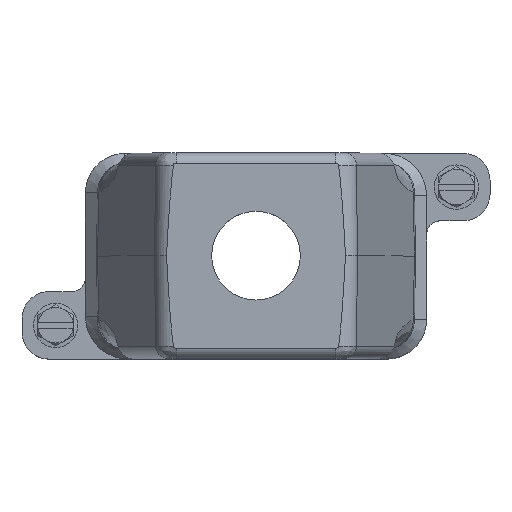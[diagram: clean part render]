
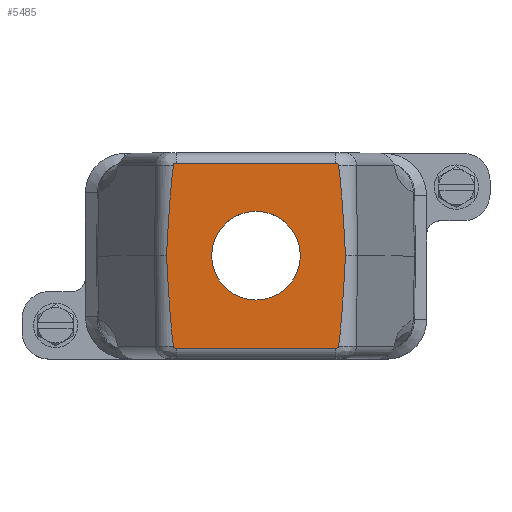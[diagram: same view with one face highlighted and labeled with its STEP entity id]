
A CAD part, top view. The second image highlights one B-rep face of the part: STEP entity #5485.
In plain terms, the highlighted planar face has unit normal (0, 0, 1).
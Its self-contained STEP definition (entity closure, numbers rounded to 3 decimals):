
#179=ELLIPSE('',#11111,343.823,6.);
#182=ELLIPSE('',#11115,343.823,6.);
#189=ELLIPSE('',#11133,343.823,6.);
#191=ELLIPSE('',#11136,343.823,6.);
#284=LINE('',#14133,#853);
#286=LINE('',#14142,#855);
#853=VECTOR('',#11961,1.);
#855=VECTOR('',#11969,1.);
#1414=B_SPLINE_CURVE_WITH_KNOTS('',3,(#14053,#14054,#14055,#14056,#14057,
#14058,#14059,#14060,#14061,#14062,#14063,#14064,#14065,#14066,#14067,#14068),
 .UNSPECIFIED.,.F.,.F.,(4,3,3,3,3,4),(0.,0.187,0.372,
0.621,0.936,1.),.UNSPECIFIED.);
#1415=B_SPLINE_CURVE_WITH_KNOTS('',3,(#14096,#14097,#14098,#14099,#14100,
#14101,#14102,#14103,#14104,#14105,#14106,#14107,#14108,#14109,#14110,#14111),
 .UNSPECIFIED.,.F.,.F.,(4,3,3,3,3,4),(0.,0.257,0.516,
0.729,0.903,1.),.UNSPECIFIED.);
#1416=B_SPLINE_CURVE_WITH_KNOTS('',3,(#14145,#14146,#14147,#14148,#14149,
#14150,#14151,#14152,#14153,#14154,#14155,#14156,#14157,#14158,#14159,#14160),
 .UNSPECIFIED.,.F.,.F.,(4,3,3,3,3,4),(0.,0.257,0.516,
0.729,0.903,1.),.UNSPECIFIED.);
#1417=B_SPLINE_CURVE_WITH_KNOTS('',3,(#14188,#14189,#14190,#14191,#14192,
#14193,#14194,#14195,#14196,#14197,#14198,#14199,#14200,#14201,#14202,#14203),
 .UNSPECIFIED.,.F.,.F.,(4,3,3,3,3,4),(0.,0.187,0.372,
0.621,0.936,1.),.UNSPECIFIED.);
#4645=PLANE('',#11675);
#5485=ADVANCED_FACE('',(#5716,#5717),#4645,.T.);
#5716=FACE_BOUND('',#6233,.T.);
#5717=FACE_BOUND('',#6234,.T.);
#6233=EDGE_LOOP('',(#8312));
#6234=EDGE_LOOP('',(#8313,#8314,#8315,#8316,#8317,#8318,#8319,#8320,#8321,
#8322));
#8312=ORIENTED_EDGE('',*,*,#10170,.F.);
#8313=ORIENTED_EDGE('',*,*,#9238,.F.);
#8314=ORIENTED_EDGE('',*,*,#9245,.F.);
#8315=ORIENTED_EDGE('',*,*,#9252,.F.);
#8316=ORIENTED_EDGE('',*,*,#9259,.F.);
#8317=ORIENTED_EDGE('',*,*,#9265,.F.);
#8318=ORIENTED_EDGE('',*,*,#9262,.F.);
#8319=ORIENTED_EDGE('',*,*,#9254,.F.);
#8320=ORIENTED_EDGE('',*,*,#9248,.F.);
#8321=ORIENTED_EDGE('',*,*,#9240,.F.);
#8322=ORIENTED_EDGE('',*,*,#9234,.F.);
#8524=VERTEX_POINT('',#14040);
#8525=VERTEX_POINT('',#14042);
#8527=VERTEX_POINT('',#14048);
#8529=VERTEX_POINT('',#14069);
#8533=VERTEX_POINT('',#14095);
#8535=VERTEX_POINT('',#14134);
#8537=VERTEX_POINT('',#14140);
#8539=VERTEX_POINT('',#14161);
#8542=VERTEX_POINT('',#14186);
#8545=VERTEX_POINT('',#14226);
#9107=VERTEX_POINT('',#18864);
#9234=EDGE_CURVE('',#8524,#8525,#179,.T.);
#9238=EDGE_CURVE('',#8527,#8524,#182,.T.);
#9240=EDGE_CURVE('',#8525,#8529,#1414,.T.);
#9245=EDGE_CURVE('',#8533,#8527,#1415,.T.);
#9248=EDGE_CURVE('',#8529,#8535,#284,.T.);
#9252=EDGE_CURVE('',#8537,#8533,#286,.T.);
#9254=EDGE_CURVE('',#8535,#8539,#1416,.T.);
#9259=EDGE_CURVE('',#8542,#8537,#1417,.T.);
#9262=EDGE_CURVE('',#8539,#8545,#189,.T.);
#9265=EDGE_CURVE('',#8545,#8542,#191,.T.);
#10170=EDGE_CURVE('',#9107,#9107,#10470,.T.);
#10470=CIRCLE('',#11674,12.5);
#11111=AXIS2_PLACEMENT_3D('',#14041,#11935,#11936);
#11115=AXIS2_PLACEMENT_3D('',#14050,#11944,#11945);
#11133=AXIS2_PLACEMENT_3D('',#14225,#11985,#11986);
#11136=AXIS2_PLACEMENT_3D('',#14231,#11992,#11993);
#11674=AXIS2_PLACEMENT_3D('',#18863,#13582,#13583);
#11675=AXIS2_PLACEMENT_3D('',#18865,#13584,#13585);
#11935=DIRECTION('',(0.,0.,-1.));
#11936=DIRECTION('',(0.013,1.,0.));
#11944=DIRECTION('',(0.,0.,-1.));
#11945=DIRECTION('',(-0.013,1.,0.));
#11961=DIRECTION('',(1.,0.,0.));
#11969=DIRECTION('',(-1.,0.,0.));
#11985=DIRECTION('',(0.,0.,-1.));
#11986=DIRECTION('',(-0.013,1.,0.));
#11992=DIRECTION('',(0.,0.,-1.));
#11993=DIRECTION('',(0.013,1.,0.));
#13582=DIRECTION('',(0.,0.,1.));
#13583=DIRECTION('',(1.,0.,0.));
#13584=DIRECTION('',(0.,0.,1.));
#13585=DIRECTION('',(1.,0.,0.));
#14040=CARTESIAN_POINT('',(-25.244,0.,81.95));
#14041=CARTESIAN_POINT('',(-27.066,-315.147,81.95));
#14042=CARTESIAN_POINT('',(-23.305,25.567,81.95));
#14048=CARTESIAN_POINT('',(-23.305,-25.567,81.95));
#14050=CARTESIAN_POINT('',(-27.066,315.147,81.95));
#14053=CARTESIAN_POINT('',(-23.305,25.567,81.95));
#14054=CARTESIAN_POINT('',(-23.296,25.631,81.95));
#14055=CARTESIAN_POINT('',(-23.272,25.695,81.95));
#14056=CARTESIAN_POINT('',(-23.239,25.751,81.95));
#14057=CARTESIAN_POINT('',(-23.206,25.807,81.95));
#14058=CARTESIAN_POINT('',(-23.163,25.858,81.95));
#14059=CARTESIAN_POINT('',(-23.115,25.901,81.95));
#14060=CARTESIAN_POINT('',(-23.05,25.959,81.95));
#14061=CARTESIAN_POINT('',(-22.973,26.005,81.95));
#14062=CARTESIAN_POINT('',(-22.892,26.038,81.95));
#14063=CARTESIAN_POINT('',(-22.791,26.081,81.95));
#14064=CARTESIAN_POINT('',(-22.681,26.105,81.95));
#14065=CARTESIAN_POINT('',(-22.571,26.112,81.95));
#14066=CARTESIAN_POINT('',(-22.549,26.114,81.95));
#14067=CARTESIAN_POINT('',(-22.526,26.114,81.95));
#14068=CARTESIAN_POINT('',(-22.504,26.114,81.95));
#14069=CARTESIAN_POINT('',(-22.504,26.114,81.95));
#14095=CARTESIAN_POINT('',(-22.504,-26.114,81.95));
#14096=CARTESIAN_POINT('',(-22.504,-26.114,81.95));
#14097=CARTESIAN_POINT('',(-22.594,-26.114,81.95));
#14098=CARTESIAN_POINT('',(-22.685,-26.103,81.95));
#14099=CARTESIAN_POINT('',(-22.772,-26.08,81.95));
#14100=CARTESIAN_POINT('',(-22.859,-26.056,81.95));
#14101=CARTESIAN_POINT('',(-22.944,-26.02,81.95));
#14102=CARTESIAN_POINT('',(-23.02,-25.972,81.95));
#14103=CARTESIAN_POINT('',(-23.083,-25.932,81.95));
#14104=CARTESIAN_POINT('',(-23.141,-25.882,81.95));
#14105=CARTESIAN_POINT('',(-23.188,-25.825,81.95));
#14106=CARTESIAN_POINT('',(-23.227,-25.778,81.95));
#14107=CARTESIAN_POINT('',(-23.258,-25.724,81.95));
#14108=CARTESIAN_POINT('',(-23.279,-25.667,81.95));
#14109=CARTESIAN_POINT('',(-23.291,-25.635,81.95));
#14110=CARTESIAN_POINT('',(-23.3,-25.601,81.95));
#14111=CARTESIAN_POINT('',(-23.305,-25.567,81.95));
#14133=CARTESIAN_POINT('',(0.,26.114,81.95));
#14134=CARTESIAN_POINT('',(22.504,26.114,81.95));
#14140=CARTESIAN_POINT('',(22.504,-26.114,81.95));
#14142=CARTESIAN_POINT('',(-48.1,-26.114,81.95));
#14145=CARTESIAN_POINT('',(22.504,26.114,81.95));
#14146=CARTESIAN_POINT('',(22.594,26.114,81.95));
#14147=CARTESIAN_POINT('',(22.685,26.103,81.95));
#14148=CARTESIAN_POINT('',(22.772,26.08,81.95));
#14149=CARTESIAN_POINT('',(22.859,26.056,81.95));
#14150=CARTESIAN_POINT('',(22.944,26.02,81.95));
#14151=CARTESIAN_POINT('',(23.02,25.972,81.95));
#14152=CARTESIAN_POINT('',(23.083,25.932,81.95));
#14153=CARTESIAN_POINT('',(23.141,25.882,81.95));
#14154=CARTESIAN_POINT('',(23.188,25.825,81.95));
#14155=CARTESIAN_POINT('',(23.227,25.778,81.95));
#14156=CARTESIAN_POINT('',(23.258,25.724,81.95));
#14157=CARTESIAN_POINT('',(23.279,25.667,81.95));
#14158=CARTESIAN_POINT('',(23.291,25.635,81.95));
#14159=CARTESIAN_POINT('',(23.3,25.601,81.95));
#14160=CARTESIAN_POINT('',(23.305,25.567,81.95));
#14161=CARTESIAN_POINT('',(23.305,25.567,81.95));
#14186=CARTESIAN_POINT('',(23.305,-25.567,81.95));
#14188=CARTESIAN_POINT('',(23.305,-25.567,81.95));
#14189=CARTESIAN_POINT('',(23.296,-25.631,81.95));
#14190=CARTESIAN_POINT('',(23.272,-25.695,81.95));
#14191=CARTESIAN_POINT('',(23.239,-25.751,81.95));
#14192=CARTESIAN_POINT('',(23.206,-25.807,81.95));
#14193=CARTESIAN_POINT('',(23.163,-25.858,81.95));
#14194=CARTESIAN_POINT('',(23.115,-25.901,81.95));
#14195=CARTESIAN_POINT('',(23.05,-25.959,81.95));
#14196=CARTESIAN_POINT('',(22.973,-26.005,81.95));
#14197=CARTESIAN_POINT('',(22.892,-26.038,81.95));
#14198=CARTESIAN_POINT('',(22.791,-26.081,81.95));
#14199=CARTESIAN_POINT('',(22.681,-26.105,81.95));
#14200=CARTESIAN_POINT('',(22.571,-26.112,81.95));
#14201=CARTESIAN_POINT('',(22.549,-26.114,81.95));
#14202=CARTESIAN_POINT('',(22.526,-26.114,81.95));
#14203=CARTESIAN_POINT('',(22.504,-26.114,81.95));
#14225=CARTESIAN_POINT('',(27.066,-315.147,81.95));
#14226=CARTESIAN_POINT('',(25.244,0.,81.95));
#14231=CARTESIAN_POINT('',(27.066,315.147,81.95));
#18863=CARTESIAN_POINT('',(0.,0.,81.95));
#18864=CARTESIAN_POINT('',(12.5,0.,81.95));
#18865=CARTESIAN_POINT('',(50.,-30.,81.95));
